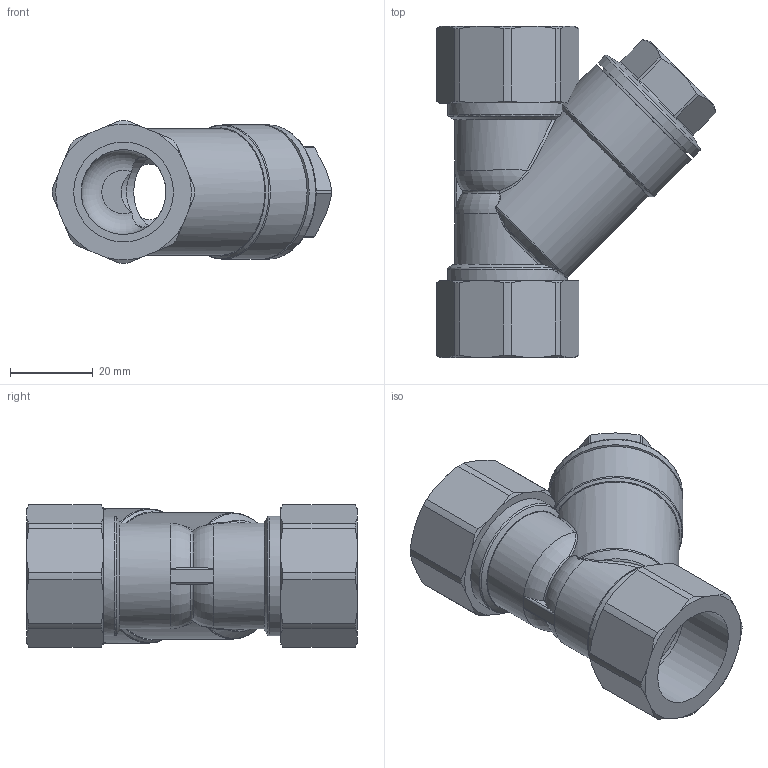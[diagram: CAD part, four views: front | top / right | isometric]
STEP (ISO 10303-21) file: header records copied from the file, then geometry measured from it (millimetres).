
FILE_DESCRIPTION(/* description */ ('Unknown'),/* implementation_level */ '2;1');
FILE_NAME(/* name */ '9160-05',/* time_stamp */ '2023-01-24T09:02:18+01:00',/* author */ ('Unknown'),/* organization */ ('Unknown'),/* preprocessor_version */ 'ST-DEVELOPER v16.7',/* originating_system */ 'Solid Edge',/* authorisation */ 'Unknown');
FILE_SCHEMA (('AUTOMOTIVE_DESIGN {1 0 10303 214 3 1 1}'));
Length unit declared in the file: millimetre
Products named in the file (4): 9160-05; 9160-05-Deckel; 9160-05-Dichtung; 9160-05-Körper
Assembly tree (3 placements, depth 2):
  9160-05
    9160-05-Deckel
    9160-05-Dichtung
    9160-05-Körper
Bounding box: 67.59 x 80 x 34.5 mm (x, y, z)
Volume: 46129.3 mm3; surface area: 23502 mm2
Topology: 3 solids, 3 shells, 188 faces, 488 edges, 314 vertices
Faces by surface type: cylinder 55, plane 53, cone 39, bspline 23, torus 16, sphere 2
Full cylindrical faces by diameter (mm): 14 x1, 17 x1, 18 x1, 20.5 x2, 22.376 x2, 24 x1, 24.117 x4, 24.2 x1, 24.5 x1, 28.5 x1, 29 x2, 32.5 x2
Entity records: 7172 total; most frequent: CARTESIAN_POINT 1884, ORIENTED_EDGE 894, DIRECTION 802, EDGE_CURVE 447, AXIS2_PLACEMENT_3D 353, VERTEX_POINT 300, EDGE_LOOP 229, FACE_BOUND 229
